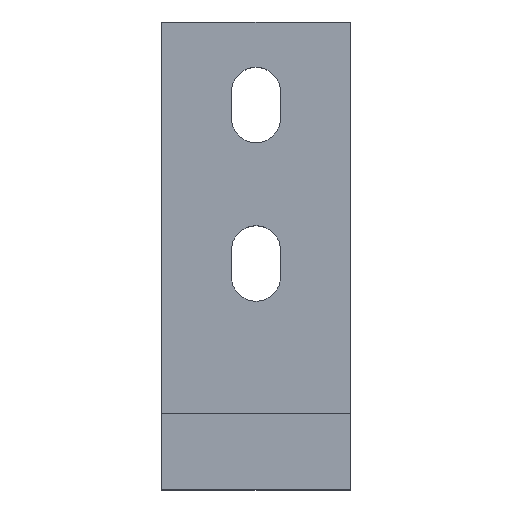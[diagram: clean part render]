
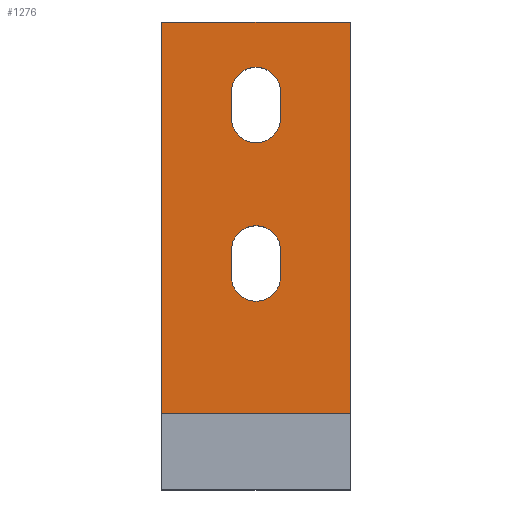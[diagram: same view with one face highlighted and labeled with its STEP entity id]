
A CAD part, top view. The second image highlights one B-rep face of the part: STEP entity #1276.
In plain terms, the highlighted planar face has unit normal (0, 0, 1).
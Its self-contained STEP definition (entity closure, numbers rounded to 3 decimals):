
#2 = DIRECTION ( 'NONE',  ( 1., 0., 0. ) ) ;
#11 = CARTESIAN_POINT ( 'NONE',  ( -3.25, 31.75, 10. ) ) ;
#35 = CARTESIAN_POINT ( 'NONE',  ( -3.25, 49.25, 10. ) ) ;
#45 = VERTEX_POINT ( 'NONE', #1007 ) ;
#69 = CARTESIAN_POINT ( 'NONE',  ( 12.5, 10., 10. ) ) ;
#77 = ORIENTED_EDGE ( 'NONE', *, *, #496, .T. ) ;
#112 = DIRECTION ( 'NONE',  ( 0., 1., 0. ) ) ;
#116 = CARTESIAN_POINT ( 'NONE',  ( 3.25, 28.25, 10. ) ) ;
#185 = CARTESIAN_POINT ( 'NONE',  ( -12.5, 62., 10. ) ) ;
#208 = LINE ( 'NONE', #1040, #1599 ) ;
#247 = ORIENTED_EDGE ( 'NONE', *, *, #1053, .F. ) ;
#258 = VERTEX_POINT ( 'NONE', #458 ) ;
#259 = EDGE_CURVE ( 'NONE', #472, #400, #1250, .T. ) ;
#276 = CARTESIAN_POINT ( 'NONE',  ( 3.25, 31.75, 10. ) ) ;
#299 = CARTESIAN_POINT ( 'NONE',  ( 0., 28.25, 10. ) ) ;
#302 = CIRCLE ( 'NONE', #565, 3.25 ) ;
#308 = ORIENTED_EDGE ( 'NONE', *, *, #1123, .T. ) ;
#327 = VECTOR ( 'NONE', #1118, 1000. ) ;
#328 = VERTEX_POINT ( 'NONE', #937 ) ;
#330 = ORIENTED_EDGE ( 'NONE', *, *, #1247, .T. ) ;
#350 = AXIS2_PLACEMENT_3D ( 'NONE', #185, #452, #1384 ) ;
#365 = EDGE_CURVE ( 'NONE', #925, #692, #1592, .T. ) ;
#394 = VERTEX_POINT ( 'NONE', #35 ) ;
#399 = CARTESIAN_POINT ( 'NONE',  ( -12.5, 10., 10. ) ) ;
#400 = VERTEX_POINT ( 'NONE', #975 ) ;
#411 = DIRECTION ( 'NONE',  ( 0., -1., 0. ) ) ;
#436 = DIRECTION ( 'NONE',  ( 0., 1., 0. ) ) ;
#439 = DIRECTION ( 'NONE',  ( 0., 0., -1. ) ) ;
#452 = DIRECTION ( 'NONE',  ( 0., 0., 1. ) ) ;
#458 = CARTESIAN_POINT ( 'NONE',  ( -3.25, 52.75, 10. ) ) ;
#459 = AXIS2_PLACEMENT_3D ( 'NONE', #1522, #729, #1665 ) ;
#472 = VERTEX_POINT ( 'NONE', #1684 ) ;
#480 = EDGE_CURVE ( 'NONE', #1687, #45, #690, .T. ) ;
#496 = EDGE_CURVE ( 'NONE', #394, #258, #652, .T. ) ;
#525 = AXIS2_PLACEMENT_3D ( 'NONE', #299, #1225, #436 ) ;
#537 = CARTESIAN_POINT ( 'NONE',  ( -12.5, 62., 10. ) ) ;
#541 = CARTESIAN_POINT ( 'NONE',  ( 0., 49.25, 10. ) ) ;
#565 = AXIS2_PLACEMENT_3D ( 'NONE', #787, #1726, #920 ) ;
#578 = VERTEX_POINT ( 'NONE', #600 ) ;
#600 = CARTESIAN_POINT ( 'NONE',  ( 12.5, 62., 10. ) ) ;
#603 = CARTESIAN_POINT ( 'NONE',  ( -12.5, 0., 10. ) ) ;
#633 = ORIENTED_EDGE ( 'NONE', *, *, #695, .T. ) ;
#646 = LINE ( 'NONE', #399, #1296 ) ;
#652 = LINE ( 'NONE', #1693, #993 ) ;
#657 = CARTESIAN_POINT ( 'NONE',  ( -3.25, 28.25, 10. ) ) ;
#684 = DIRECTION ( 'NONE',  ( 0., 1., 0. ) ) ;
#688 = DIRECTION ( 'NONE',  ( 0., 0., -1. ) ) ;
#690 = LINE ( 'NONE', #1544, #327 ) ;
#692 = VERTEX_POINT ( 'NONE', #1657 ) ;
#694 = AXIS2_PLACEMENT_3D ( 'NONE', #541, #1483, #684 ) ;
#695 = EDGE_CURVE ( 'NONE', #1465, #328, #1414, .T. ) ;
#729 = DIRECTION ( 'NONE',  ( 0., 0., -1. ) ) ;
#752 = EDGE_CURVE ( 'NONE', #1052, #1687, #1712, .T. ) ;
#765 = ORIENTED_EDGE ( 'NONE', *, *, #365, .T. ) ;
#787 = CARTESIAN_POINT ( 'NONE',  ( 0., 52.75, 10. ) ) ;
#814 = ORIENTED_EDGE ( 'NONE', *, *, #1336, .F. ) ;
#908 = FACE_BOUND ( 'NONE', #1062, .T. ) ;
#913 = EDGE_LOOP ( 'NONE', ( #308, #77, #989, #1011, #1635 ) ) ;
#915 = VERTEX_POINT ( 'NONE', #69 ) ;
#919 = VECTOR ( 'NONE', #1393, 1000. ) ;
#920 = DIRECTION ( 'NONE',  ( 0., 1., 0. ) ) ;
#925 = VERTEX_POINT ( 'NONE', #116 ) ;
#937 = CARTESIAN_POINT ( 'NONE',  ( 3.25, 31.75, 10. ) ) ;
#940 = FACE_BOUND ( 'NONE', #913, .T. ) ;
#950 = CARTESIAN_POINT ( 'NONE',  ( 0., 35., 10. ) ) ;
#975 = CARTESIAN_POINT ( 'NONE',  ( -12.5, 62., 10. ) ) ;
#977 = EDGE_CURVE ( 'NONE', #692, #1499, #1436, .T. ) ;
#989 = ORIENTED_EDGE ( 'NONE', *, *, #1220, .T. ) ;
#990 = VECTOR ( 'NONE', #112, 1000. ) ;
#993 = VECTOR ( 'NONE', #1000, 1000. ) ;
#1000 = DIRECTION ( 'NONE',  ( 0., 1., 0. ) ) ;
#1007 = CARTESIAN_POINT ( 'NONE',  ( 3.25, 49.25, 10. ) ) ;
#1011 = ORIENTED_EDGE ( 'NONE', *, *, #752, .T. ) ;
#1037 = LINE ( 'NONE', #276, #1737 ) ;
#1040 = CARTESIAN_POINT ( 'NONE',  ( 12.5, 0., 10. ) ) ;
#1052 = VERTEX_POINT ( 'NONE', #1173 ) ;
#1053 = EDGE_CURVE ( 'NONE', #578, #915, #208, .T. ) ;
#1062 = EDGE_LOOP ( 'NONE', ( #765, #1534, #330, #633, #1760 ) ) ;
#1118 = DIRECTION ( 'NONE',  ( 0., -1., 0. ) ) ;
#1123 = EDGE_CURVE ( 'NONE', #45, #394, #1563, .T. ) ;
#1173 = CARTESIAN_POINT ( 'NONE',  ( 0., 56., 10. ) ) ;
#1220 = EDGE_CURVE ( 'NONE', #258, #1052, #302, .T. ) ;
#1225 = DIRECTION ( 'NONE',  ( 0., 0., -1. ) ) ;
#1229 = CARTESIAN_POINT ( 'NONE',  ( 0., 31.75, 10. ) ) ;
#1247 = EDGE_CURVE ( 'NONE', #1499, #1465, #1710, .T. ) ;
#1250 = LINE ( 'NONE', #603, #919 ) ;
#1276 = ADVANCED_FACE ( 'NONE', ( #940, #908, #1616 ), #1531, .T. ) ;
#1296 = VECTOR ( 'NONE', #2, 1000. ) ;
#1317 = DIRECTION ( 'NONE',  ( 0., -1., 0. ) ) ;
#1335 = VECTOR ( 'NONE', #1757, 1000. ) ;
#1336 = EDGE_CURVE ( 'NONE', #400, #578, #1722, .T. ) ;
#1359 = EDGE_CURVE ( 'NONE', #472, #915, #646, .T. ) ;
#1368 = DIRECTION ( 'NONE',  ( 0., 1., 0. ) ) ;
#1384 = DIRECTION ( 'NONE',  ( 0., 1., 0. ) ) ;
#1393 = DIRECTION ( 'NONE',  ( 0., 1., 0. ) ) ;
#1414 = CIRCLE ( 'NONE', #1612, 3.25 ) ;
#1434 = ORIENTED_EDGE ( 'NONE', *, *, #259, .F. ) ;
#1436 = LINE ( 'NONE', #657, #990 ) ;
#1465 = VERTEX_POINT ( 'NONE', #950 ) ;
#1469 = EDGE_CURVE ( 'NONE', #328, #925, #1037, .T. ) ;
#1483 = DIRECTION ( 'NONE',  ( 0., 0., -1. ) ) ;
#1489 = CARTESIAN_POINT ( 'NONE',  ( 0., 52.75, 10. ) ) ;
#1499 = VERTEX_POINT ( 'NONE', #11 ) ;
#1522 = CARTESIAN_POINT ( 'NONE',  ( 0., 31.75, 10. ) ) ;
#1527 = AXIS2_PLACEMENT_3D ( 'NONE', #1489, #688, #1634 ) ;
#1531 = PLANE ( 'NONE',  #350 ) ;
#1534 = ORIENTED_EDGE ( 'NONE', *, *, #977, .T. ) ;
#1537 = ORIENTED_EDGE ( 'NONE', *, *, #1359, .T. ) ;
#1544 = CARTESIAN_POINT ( 'NONE',  ( 3.25, 52.75, 10. ) ) ;
#1563 = CIRCLE ( 'NONE', #694, 3.25 ) ;
#1572 = CARTESIAN_POINT ( 'NONE',  ( 3.25, 52.75, 10. ) ) ;
#1592 = CIRCLE ( 'NONE', #525, 3.25 ) ;
#1599 = VECTOR ( 'NONE', #1317, 1000. ) ;
#1612 = AXIS2_PLACEMENT_3D ( 'NONE', #1229, #439, #1368 ) ;
#1616 = FACE_OUTER_BOUND ( 'NONE', #1711, .T. ) ;
#1634 = DIRECTION ( 'NONE',  ( 0., 1., 0. ) ) ;
#1635 = ORIENTED_EDGE ( 'NONE', *, *, #480, .T. ) ;
#1657 = CARTESIAN_POINT ( 'NONE',  ( -3.25, 28.25, 10. ) ) ;
#1665 = DIRECTION ( 'NONE',  ( 0., 1., 0. ) ) ;
#1684 = CARTESIAN_POINT ( 'NONE',  ( -12.5, 10., 10. ) ) ;
#1687 = VERTEX_POINT ( 'NONE', #1572 ) ;
#1693 = CARTESIAN_POINT ( 'NONE',  ( -3.25, 49.25, 10. ) ) ;
#1710 = CIRCLE ( 'NONE', #459, 3.25 ) ;
#1711 = EDGE_LOOP ( 'NONE', ( #1434, #1537, #247, #814 ) ) ;
#1712 = CIRCLE ( 'NONE', #1527, 3.25 ) ;
#1722 = LINE ( 'NONE', #537, #1335 ) ;
#1726 = DIRECTION ( 'NONE',  ( 0., 0., -1. ) ) ;
#1737 = VECTOR ( 'NONE', #411, 1000. ) ;
#1757 = DIRECTION ( 'NONE',  ( 1., 0., 0. ) ) ;
#1760 = ORIENTED_EDGE ( 'NONE', *, *, #1469, .T. ) ;
